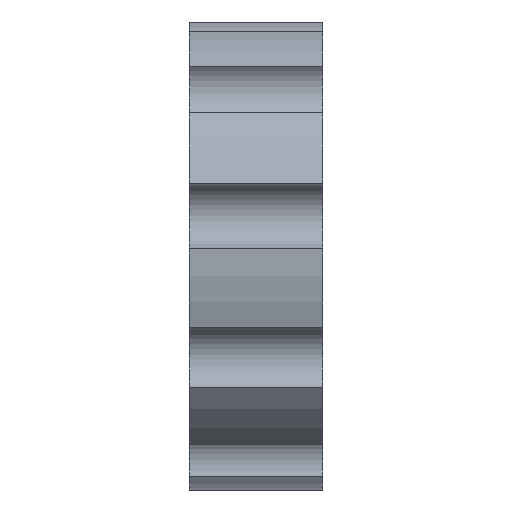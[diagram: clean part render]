
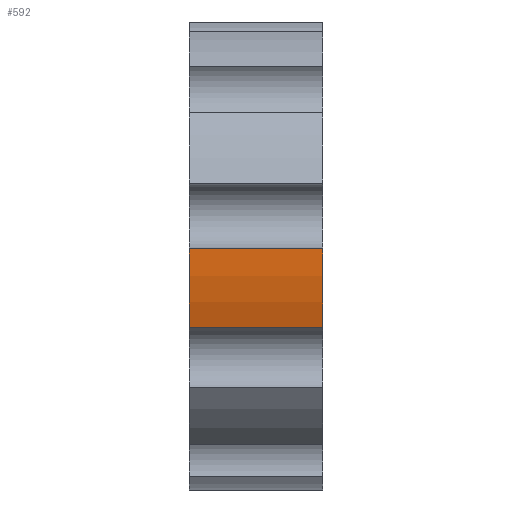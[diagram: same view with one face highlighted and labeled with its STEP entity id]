
A CAD part, front view. The second image highlights one B-rep face of the part: STEP entity #592.
In plain terms, the highlighted cylindrical face has radius 9.34 mm (diameter 18.68 mm), a partial arc.
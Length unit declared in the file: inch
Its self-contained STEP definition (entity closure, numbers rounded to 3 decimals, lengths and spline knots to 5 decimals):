
#34=FACE_OUTER_BOUND('',#68,.T.);
#68=EDGE_LOOP('',(#436,#437,#438,#439));
#99=CIRCLE('',#645,0.36771);
#118=CIRCLE('',#669,0.36771);
#167=LINE('',#1407,#194);
#168=LINE('',#1411,#195);
#194=VECTOR('',#799,0.41362);
#195=VECTOR('',#804,0.41362);
#238=VERTEX_POINT('',#1257);
#239=VERTEX_POINT('',#1259);
#256=VERTEX_POINT('',#1405);
#257=VERTEX_POINT('',#1409);
#304=EDGE_CURVE('',#239,#238,#99,.T.);
#328=EDGE_CURVE('',#238,#256,#167,.T.);
#329=EDGE_CURVE('',#257,#256,#118,.T.);
#330=EDGE_CURVE('',#257,#239,#168,.T.);
#436=ORIENTED_EDGE('',*,*,#328,.T.);
#437=ORIENTED_EDGE('',*,*,#329,.F.);
#438=ORIENTED_EDGE('',*,*,#330,.T.);
#439=ORIENTED_EDGE('',*,*,#304,.T.);
#562=CYLINDRICAL_SURFACE('',#668,0.36771);
#592=ADVANCED_FACE('',(#34),#562,.T.);
#645=AXIS2_PLACEMENT_3D('',#1260,#750,#751);
#668=AXIS2_PLACEMENT_3D('',#1408,#800,#801);
#669=AXIS2_PLACEMENT_3D('',#1410,#802,#803);
#750=DIRECTION('center_axis',(1.,0.,0.));
#751=DIRECTION('ref_axis',(0.,1.,0.));
#799=DIRECTION('',(1.,0.,0.));
#800=DIRECTION('center_axis',(1.,0.,0.));
#801=DIRECTION('ref_axis',(0.,-0.99,-0.14));
#802=DIRECTION('center_axis',(1.,0.,0.));
#803=DIRECTION('ref_axis',(0.,1.,0.));
#804=DIRECTION('',(-1.,0.,0.));
#1257=CARTESIAN_POINT('',(-0.01012,-0.35302,-0.12688));
#1259=CARTESIAN_POINT('',(-0.01012,-0.37056,-0.00297));
#1260=CARTESIAN_POINT('Origin',(-0.01012,-0.00302,-0.01414));
#1405=CARTESIAN_POINT('',(0.2,-0.35302,-0.12688));
#1407=CARTESIAN_POINT('',(0.14747,-0.35302,-0.12688));
#1408=CARTESIAN_POINT('Origin',(-0.01012,-0.00302,-0.01414));
#1409=CARTESIAN_POINT('',(0.2,-0.37056,-0.00297));
#1410=CARTESIAN_POINT('Origin',(0.2,-0.00302,-0.01414));
#1411=CARTESIAN_POINT('',(0.14747,-0.37056,-0.00297));
